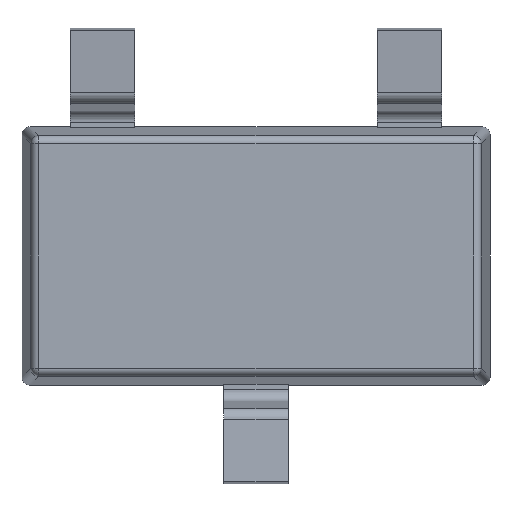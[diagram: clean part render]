
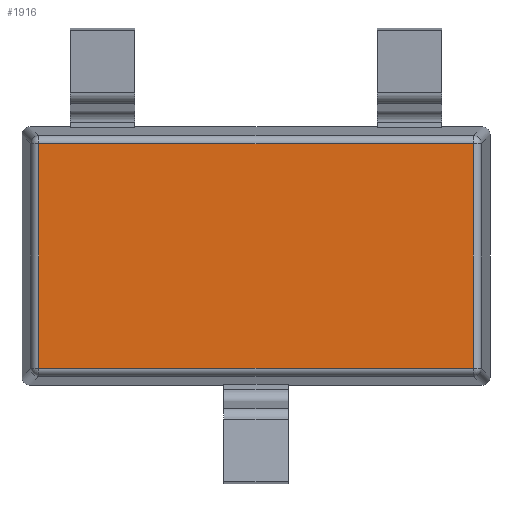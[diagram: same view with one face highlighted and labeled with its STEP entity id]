
A CAD part, front view. The second image highlights one B-rep face of the part: STEP entity #1916.
In plain terms, the highlighted planar face has unit normal (0, -1, 0).
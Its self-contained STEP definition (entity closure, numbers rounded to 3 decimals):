
#120 = DIRECTION ( 'NONE',  ( -1., 0., 0. ) ) ;
#451 = DIRECTION ( 'NONE',  ( 0., -1., 0. ) ) ;
#762 = VECTOR ( 'NONE', #920, 1000. ) ;
#889 = VECTOR ( 'NONE', #2288, 1000. ) ;
#920 = DIRECTION ( 'NONE',  ( 1., 0., 0. ) ) ;
#929 = CARTESIAN_POINT ( 'NONE',  ( 0., 0.15, -0.695 ) ) ;
#937 = ORIENTED_EDGE ( 'NONE', *, *, #1984, .T. ) ;
#972 = CARTESIAN_POINT ( 'NONE',  ( 1.345, 0.15, 0. ) ) ;
#1053 = ORIENTED_EDGE ( 'NONE', *, *, #2639, .T. ) ;
#1054 = VECTOR ( 'NONE', #120, 1000. ) ;
#1180 = VERTEX_POINT ( 'NONE', #2669 ) ;
#1181 = AXIS2_PLACEMENT_3D ( 'NONE', #2613, #451, #1546 ) ;
#1183 = ORIENTED_EDGE ( 'NONE', *, *, #2020, .T. ) ;
#1199 = DIRECTION ( 'NONE',  ( 0., 0., -1. ) ) ;
#1214 = ORIENTED_EDGE ( 'NONE', *, *, #2144, .T. ) ;
#1368 = CARTESIAN_POINT ( 'NONE',  ( 0., 0.15, 0.695 ) ) ;
#1531 = LINE ( 'NONE', #972, #889 ) ;
#1546 = DIRECTION ( 'NONE',  ( 0., 0., -1. ) ) ;
#1553 = PLANE ( 'NONE',  #1181 ) ;
#1620 = VERTEX_POINT ( 'NONE', #1877 ) ;
#1718 = LINE ( 'NONE', #2283, #2213 ) ;
#1854 = CARTESIAN_POINT ( 'NONE',  ( 1.345, 0.15, -0.695 ) ) ;
#1870 = EDGE_LOOP ( 'NONE', ( #1053, #937, #1214, #1183 ) ) ;
#1876 = LINE ( 'NONE', #929, #762 ) ;
#1877 = CARTESIAN_POINT ( 'NONE',  ( -1.345, 0.15, -0.695 ) ) ;
#1916 = ADVANCED_FACE ( 'NONE', ( #2134 ), #1553, .T. ) ;
#1984 = EDGE_CURVE ( 'NONE', #1620, #2129, #1876, .T. ) ;
#2020 = EDGE_CURVE ( 'NONE', #1180, #2627, #2067, .T. ) ;
#2067 = LINE ( 'NONE', #1368, #1054 ) ;
#2129 = VERTEX_POINT ( 'NONE', #1854 ) ;
#2134 = FACE_OUTER_BOUND ( 'NONE', #1870, .T. ) ;
#2144 = EDGE_CURVE ( 'NONE', #2129, #1180, #1531, .T. ) ;
#2213 = VECTOR ( 'NONE', #1199, 1000. ) ;
#2274 = CARTESIAN_POINT ( 'NONE',  ( -1.345, 0.15, 0.695 ) ) ;
#2283 = CARTESIAN_POINT ( 'NONE',  ( -1.345, 0.15, 0. ) ) ;
#2288 = DIRECTION ( 'NONE',  ( 0., 0., 1. ) ) ;
#2613 = CARTESIAN_POINT ( 'NONE',  ( 0., 0.15, 0. ) ) ;
#2627 = VERTEX_POINT ( 'NONE', #2274 ) ;
#2639 = EDGE_CURVE ( 'NONE', #2627, #1620, #1718, .T. ) ;
#2669 = CARTESIAN_POINT ( 'NONE',  ( 1.345, 0.15, 0.695 ) ) ;
